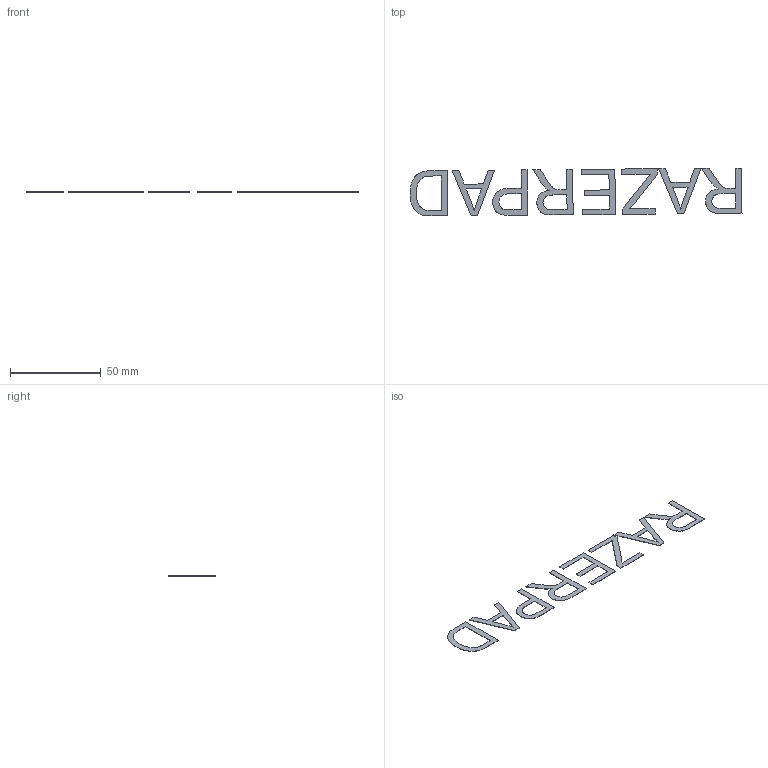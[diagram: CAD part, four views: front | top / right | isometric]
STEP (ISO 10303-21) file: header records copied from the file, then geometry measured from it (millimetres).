
FILE_DESCRIPTION(/* description */ (''),/* implementation_level */ '2;1');
FILE_NAME(/* name */ 'body v2.step',/* time_stamp */ '2025-07-04T20:11:28+05:30',/* author */ (''),/* organization */ (''),/* preprocessor_version */ 'ST-DEVELOPER v20.1',/* originating_system */ 'Autodesk Translation Framework v14.10.0.0',/* authorisation */ '');
FILE_SCHEMA (('AUTOMOTIVE_DESIGN { 1 0 10303 214 3 1 1 }'));
Length unit declared in the file: millimetre
Products named in the file (1): body
Bounding box: 182.96 x 26.45 x 0.2 mm (x, y, z)
Volume: 333.1 mm3; surface area: 3549 mm2
Topology: 8 solids, 8 shells, 161 faces, 435 edges, 290 vertices
Faces by surface type: plane 97, bspline 64
Entity records: 5639 total; most frequent: CARTESIAN_POINT 1975, ORIENTED_EDGE 870, DIRECTION 503, EDGE_CURVE 435, LINE 307, VECTOR 307, VERTEX_POINT 290, EDGE_LOOP 173
